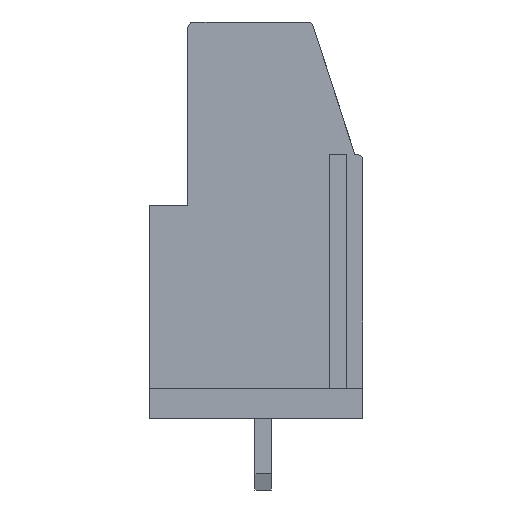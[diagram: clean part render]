
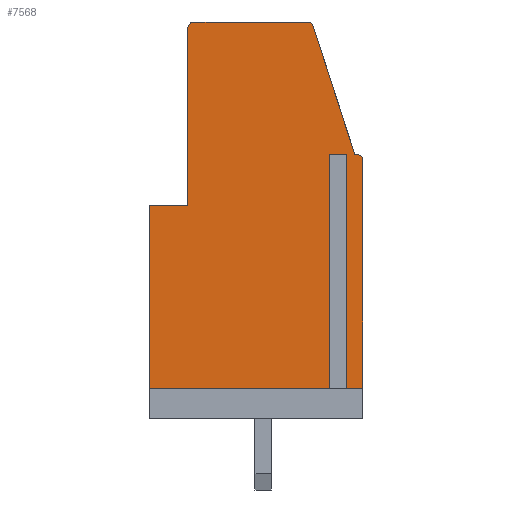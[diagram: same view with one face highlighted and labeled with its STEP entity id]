
A CAD part, left-side view. The second image highlights one B-rep face of the part: STEP entity #7568.
In plain terms, the highlighted planar face has unit normal (-1, 0, 0).
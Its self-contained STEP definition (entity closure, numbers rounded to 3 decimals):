
#231=PLANE('',#8046);
#1163=FACE_OUTER_BOUND('',#1608,.T.);
#1608=EDGE_LOOP('',(#5730,#5731,#5732,#5733,#5734,#5735,#5736,#5737,#5738,
#5739,#5740,#5741,#5742,#5743,#5744));
#2159=LINE('',#12454,#2863);
#2171=LINE('',#12475,#2875);
#2174=LINE('',#12481,#2878);
#2185=LINE('',#12503,#2889);
#2187=LINE('',#12508,#2891);
#2188=LINE('',#12510,#2892);
#2189=LINE('',#12512,#2893);
#2190=LINE('',#12514,#2894);
#2191=LINE('',#12516,#2895);
#2192=LINE('',#12517,#2896);
#2193=LINE('',#12521,#2897);
#2194=LINE('',#12523,#2898);
#2863=VECTOR('',#8571,1000.);
#2875=VECTOR('',#8585,1000.);
#2878=VECTOR('',#8590,1000.);
#2889=VECTOR('',#8603,1000.);
#2891=VECTOR('',#8609,1000.);
#2892=VECTOR('',#8610,1000.);
#2893=VECTOR('',#8611,1000.);
#2894=VECTOR('',#8612,1000.);
#2895=VECTOR('',#8613,1000.);
#2896=VECTOR('',#8614,1000.);
#2897=VECTOR('',#8617,1000.);
#2898=VECTOR('',#8618,1000.);
#3473=CIRCLE('',#8047,0.3);
#3474=CIRCLE('',#8048,0.3);
#3475=CIRCLE('',#8049,0.3);
#3780=VERTEX_POINT('',#12451);
#3781=VERTEX_POINT('',#12453);
#3789=VERTEX_POINT('',#12474);
#3790=VERTEX_POINT('',#12478);
#3791=VERTEX_POINT('',#12480);
#3800=VERTEX_POINT('',#12500);
#3801=VERTEX_POINT('',#12502);
#3802=VERTEX_POINT('',#12506);
#3803=VERTEX_POINT('',#12509);
#3804=VERTEX_POINT('',#12511);
#3805=VERTEX_POINT('',#12513);
#3806=VERTEX_POINT('',#12515);
#3807=VERTEX_POINT('',#12518);
#3808=VERTEX_POINT('',#12520);
#3809=VERTEX_POINT('',#12522);
#4540=EDGE_CURVE('',#3781,#3780,#2159,.T.);
#4552=EDGE_CURVE('',#3781,#3789,#2171,.T.);
#4555=EDGE_CURVE('',#3790,#3791,#2174,.T.);
#4566=EDGE_CURVE('',#3800,#3801,#2185,.T.);
#4568=EDGE_CURVE('',#3800,#3802,#3473,.T.);
#4569=EDGE_CURVE('',#3789,#3802,#2187,.T.);
#4570=EDGE_CURVE('',#3803,#3780,#2188,.T.);
#4571=EDGE_CURVE('',#3804,#3803,#2189,.T.);
#4572=EDGE_CURVE('',#3805,#3804,#2190,.T.);
#4573=EDGE_CURVE('',#3805,#3806,#2191,.T.);
#4574=EDGE_CURVE('',#3791,#3806,#2192,.T.);
#4575=EDGE_CURVE('',#3790,#3807,#3474,.T.);
#4576=EDGE_CURVE('',#3808,#3807,#2193,.T.);
#4577=EDGE_CURVE('',#3809,#3808,#2194,.T.);
#4578=EDGE_CURVE('',#3809,#3801,#3475,.T.);
#5730=ORIENTED_EDGE('',*,*,#4566,.F.);
#5731=ORIENTED_EDGE('',*,*,#4568,.T.);
#5732=ORIENTED_EDGE('',*,*,#4569,.F.);
#5733=ORIENTED_EDGE('',*,*,#4552,.F.);
#5734=ORIENTED_EDGE('',*,*,#4540,.T.);
#5735=ORIENTED_EDGE('',*,*,#4570,.F.);
#5736=ORIENTED_EDGE('',*,*,#4571,.F.);
#5737=ORIENTED_EDGE('',*,*,#4572,.F.);
#5738=ORIENTED_EDGE('',*,*,#4573,.T.);
#5739=ORIENTED_EDGE('',*,*,#4574,.F.);
#5740=ORIENTED_EDGE('',*,*,#4555,.F.);
#5741=ORIENTED_EDGE('',*,*,#4575,.T.);
#5742=ORIENTED_EDGE('',*,*,#4576,.F.);
#5743=ORIENTED_EDGE('',*,*,#4577,.F.);
#5744=ORIENTED_EDGE('',*,*,#4578,.T.);
#7568=ADVANCED_FACE('',(#1163),#231,.F.);
#8046=AXIS2_PLACEMENT_3D('',#12505,#8605,#8606);
#8047=AXIS2_PLACEMENT_3D('',#12507,#8607,#8608);
#8048=AXIS2_PLACEMENT_3D('',#12519,#8615,#8616);
#8049=AXIS2_PLACEMENT_3D('',#12524,#8619,#8620);
#8571=DIRECTION('',(0.,0.,-1.));
#8585=DIRECTION('',(0.,-1.,0.));
#8590=DIRECTION('',(0.,0.,-1.));
#8603=DIRECTION('',(0.,-1.,0.));
#8605=DIRECTION('center_axis',(1.,0.,0.));
#8606=DIRECTION('ref_axis',(0.,1.,0.));
#8607=DIRECTION('center_axis',(-1.,0.,0.));
#8608=DIRECTION('ref_axis',(0.,1.,0.));
#8609=DIRECTION('',(0.,0.,1.));
#8610=DIRECTION('',(0.,1.,0.));
#8611=DIRECTION('',(0.,0.,-1.));
#8612=DIRECTION('',(0.,1.,0.));
#8613=DIRECTION('',(0.,0.,-1.));
#8614=DIRECTION('',(0.,1.,0.));
#8615=DIRECTION('center_axis',(-1.,0.,0.));
#8616=DIRECTION('ref_axis',(0.,1.,0.));
#8617=DIRECTION('',(0.,-1.,0.));
#8618=DIRECTION('',(0.,-0.307,-0.952));
#8619=DIRECTION('center_axis',(-1.,0.,0.));
#8620=DIRECTION('ref_axis',(0.,1.,0.));
#12451=CARTESIAN_POINT('',(-5.099,5.1,1.479));
#12453=CARTESIAN_POINT('',(-5.099,5.1,10.479));
#12454=CARTESIAN_POINT('',(-5.099,5.1,19.479));
#12474=CARTESIAN_POINT('',(-5.099,3.2,10.479));
#12475=CARTESIAN_POINT('',(-5.099,3.2,10.479));
#12478=CARTESIAN_POINT('',(-5.099,-5.4,12.679));
#12480=CARTESIAN_POINT('',(-5.099,-5.4,1.479));
#12481=CARTESIAN_POINT('',(-5.099,-5.4,19.479));
#12500=CARTESIAN_POINT('',(-5.099,2.9,19.479));
#12502=CARTESIAN_POINT('',(-5.099,-2.681,19.479));
#12503=CARTESIAN_POINT('',(-5.099,-5.4,19.479));
#12505=CARTESIAN_POINT('Origin',(-5.099,-5.4,19.479));
#12506=CARTESIAN_POINT('',(-5.099,3.2,19.179));
#12507=CARTESIAN_POINT('Origin',(-5.099,2.9,19.179));
#12508=CARTESIAN_POINT('',(-5.099,3.2,19.479));
#12509=CARTESIAN_POINT('',(-5.099,-3.998,1.479));
#12510=CARTESIAN_POINT('',(-5.099,-5.4,1.479));
#12511=CARTESIAN_POINT('',(-5.099,-3.998,12.979));
#12512=CARTESIAN_POINT('',(-5.099,-3.998,12.979));
#12513=CARTESIAN_POINT('',(-5.099,-4.401,12.979));
#12514=CARTESIAN_POINT('',(-5.099,-4.401,12.979));
#12515=CARTESIAN_POINT('',(-5.099,-4.401,1.479));
#12516=CARTESIAN_POINT('',(-5.099,-4.401,12.979));
#12517=CARTESIAN_POINT('',(-5.099,-5.4,1.479));
#12518=CARTESIAN_POINT('',(-5.099,-5.1,12.979));
#12519=CARTESIAN_POINT('Origin',(-5.099,-5.1,12.679));
#12520=CARTESIAN_POINT('',(-5.099,-5.,12.979));
#12521=CARTESIAN_POINT('',(-5.099,-5.,12.979));
#12522=CARTESIAN_POINT('',(-5.099,-2.967,19.271));
#12523=CARTESIAN_POINT('',(-5.099,-2.9,19.479));
#12524=CARTESIAN_POINT('Origin',(-5.099,-2.681,19.179));
